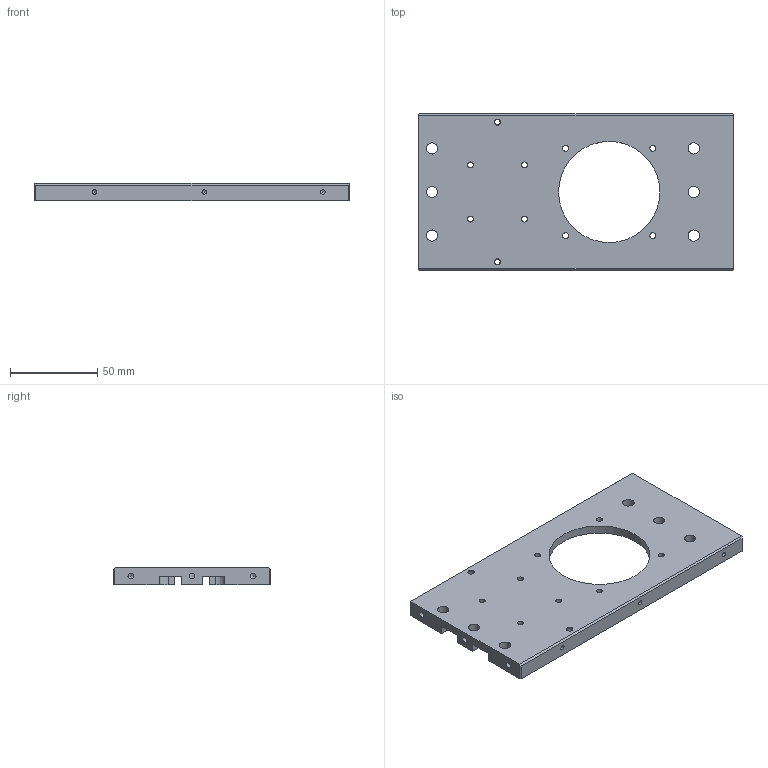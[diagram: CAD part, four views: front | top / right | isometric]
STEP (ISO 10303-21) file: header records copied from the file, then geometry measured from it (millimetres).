
FILE_DESCRIPTION(/* description */ ('STEP AP242','CAx-IF Rec.Pracs.---Representation and Presentation of Product Manufacturing Information (PMI)---4.0---2014-10-13','CAx-IF Rec.Pracs.---3D Tessellated Geometry---0.4---2014-09-14','2;1'),/* implementation_level */ '2;1');
FILE_NAME(/* name */ '66263da25aa91e52dd663cd6',/* time_stamp */ '2024-04-22T10:36:19Z',/* author */ (''),/* organization */ (''),/* preprocessor_version */ 'ST-DEVELOPER v20',/* originating_system */ ' ',/* authorisation */ ' ');
FILE_SCHEMA (('AP242_MANAGED_MODEL_BASED_3D_ENGINEERING_MIM_LF { 1 0 10303 442 1 1 4 }'));
Length unit declared in the file: metre
Products named in the file (1): Part 1
Bounding box: 180 x 90 x 10 mm (x, y, z)
Volume: 104501.4 mm3; surface area: 37404.1 mm2
Topology: 1 solids, 1 shells, 90 faces, 251 edges, 167 vertices
Faces by surface type: plane 42, cylinder 36, cone 12
Full cylindrical faces by diameter (mm): 2.571 x5, 3 x2, 3.382 x10, 3.4 x4, 6.5 x10, 58 x1
Entity records: 2633 total; most frequent: CARTESIAN_POINT 443, DIRECTION 440, ORIENTED_EDGE 372, EDGE_CURVE 186, FACE_BOUND 184, EDGE_LOOP 174, AXIS2_PLACEMENT_3D 164, VERTEX_POINT 156
